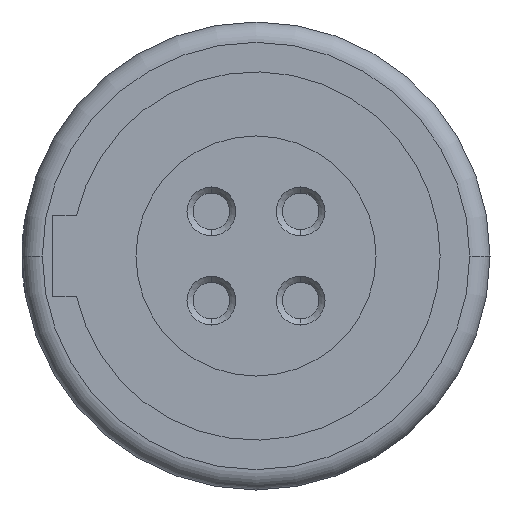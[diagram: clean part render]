
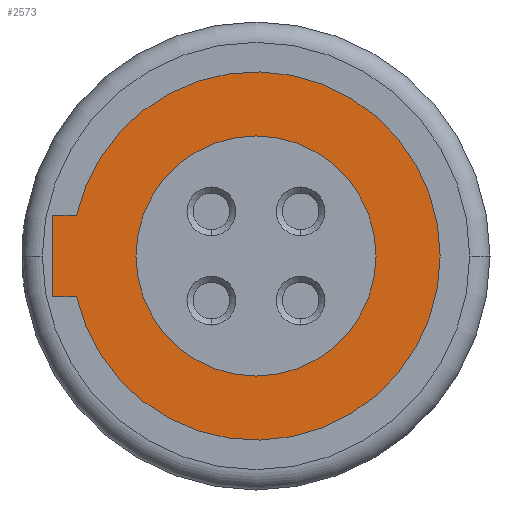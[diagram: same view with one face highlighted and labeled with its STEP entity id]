
A CAD part, left-side view. The second image highlights one B-rep face of the part: STEP entity #2573.
In plain terms, the highlighted planar face has unit normal (-1, 0, 0).
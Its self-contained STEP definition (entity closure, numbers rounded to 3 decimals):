
#49=DIRECTION('',(0.,1.,0.));
#50=VECTOR('',#49,0.587);
#51=CARTESIAN_POINT('',(0.,4.413,-1.));
#52=LINE('',#51,#50);
#57=DIRECTION('',(0.,0.,1.));
#58=VECTOR('',#57,2.);
#59=CARTESIAN_POINT('',(0.,5.,-1.));
#60=LINE('',#59,#58);
#64=DIRECTION('',(0.,-1.,0.));
#65=VECTOR('',#64,0.587);
#66=CARTESIAN_POINT('',(0.,5.,1.));
#67=LINE('',#66,#65);
#71=CARTESIAN_POINT('',(0.,0.,0.));
#72=DIRECTION('',(1.,0.,0.));
#73=DIRECTION('',(0.,0.,-1.));
#74=AXIS2_PLACEMENT_3D('',#71,#72,#73);
#79=CARTESIAN_POINT('',(0.,0.,0.));
#80=DIRECTION('',(1.,0.,0.));
#81=DIRECTION('',(0.,0.,1.));
#82=AXIS2_PLACEMENT_3D('',#79,#80,#81);
#102=CARTESIAN_POINT('',(0.,0.,0.));
#103=DIRECTION('',(-1.,0.,0.));
#104=DIRECTION('',(0.,0.975,-0.221));
#105=AXIS2_PLACEMENT_3D('',#102,#103,#104);
#2256=CARTESIAN_POINT('',(0.,0.,-2.95));
#2257=VERTEX_POINT('',#2256);
#2258=CARTESIAN_POINT('',(0.,0.,2.95));
#2259=VERTEX_POINT('',#2258);
#2416=CARTESIAN_POINT('',(0.,5.,-1.));
#2417=CARTESIAN_POINT('',(0.,5.,1.));
#2418=VERTEX_POINT('',#2416);
#2419=VERTEX_POINT('',#2417);
#2420=CARTESIAN_POINT('',(0.,4.413,-1.));
#2421=VERTEX_POINT('',#2420);
#2422=CARTESIAN_POINT('',(0.,4.413,1.));
#2423=VERTEX_POINT('',#2422);
#2552=CARTESIAN_POINT('',(0.,0.,0.));
#2553=DIRECTION('',(1.,0.,0.));
#2554=DIRECTION('',(0.,0.,-1.));
#2555=AXIS2_PLACEMENT_3D('',#2552,#2553,#2554);
#2556=PLANE('',#2555);
#2558=ORIENTED_EDGE('',*,*,#2557,.F.);
#2560=ORIENTED_EDGE('',*,*,#2559,.T.);
#2562=ORIENTED_EDGE('',*,*,#2561,.T.);
#2564=ORIENTED_EDGE('',*,*,#2563,.T.);
#2565=EDGE_LOOP('',(#2558,#2560,#2562,#2564));
#2566=FACE_OUTER_BOUND('',#2565,.F.);
#2568=ORIENTED_EDGE('',*,*,#2567,.F.);
#2570=ORIENTED_EDGE('',*,*,#2569,.F.);
#2571=EDGE_LOOP('',(#2568,#2570));
#2572=FACE_BOUND('',#2571,.F.);
#75=CIRCLE('',#74,2.95);
#83=CIRCLE('',#82,2.95);
#106=CIRCLE('',#105,4.525);
#2557=EDGE_CURVE('',#2421,#2423,#106,.T.);
#2559=EDGE_CURVE('',#2421,#2418,#52,.T.);
#2561=EDGE_CURVE('',#2418,#2419,#60,.T.);
#2563=EDGE_CURVE('',#2419,#2423,#67,.T.);
#2567=EDGE_CURVE('',#2257,#2259,#75,.T.);
#2569=EDGE_CURVE('',#2259,#2257,#83,.T.);
#2573=ADVANCED_FACE('',(#2566,#2572),#2556,.F.);
